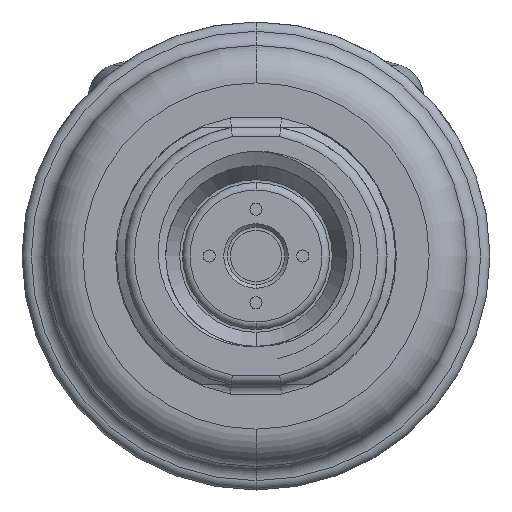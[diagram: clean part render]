
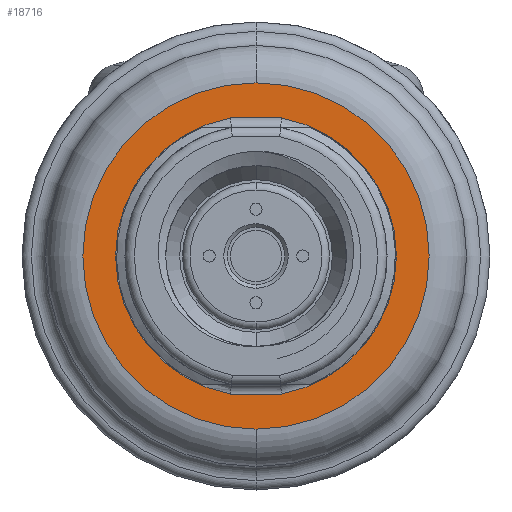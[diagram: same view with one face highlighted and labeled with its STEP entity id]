
A CAD part, front view. The second image highlights one B-rep face of the part: STEP entity #18716.
In plain terms, the highlighted planar face has unit normal (0, -1, 0).
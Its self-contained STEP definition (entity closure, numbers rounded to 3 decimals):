
#3907=CARTESIAN_POINT('',(0.,-3.,0.));
#3908=DIRECTION('',(0.,-1.,0.));
#3909=DIRECTION('',(0.,0.,-1.));
#3910=AXIS2_PLACEMENT_3D('',#3907,#3908,#3909);
#3912=CARTESIAN_POINT('',(0.,-3.,0.));
#3913=DIRECTION('',(0.,-1.,0.));
#3914=DIRECTION('',(0.,0.,1.));
#3915=AXIS2_PLACEMENT_3D('',#3912,#3913,#3914);
#3917=CARTESIAN_POINT('',(0.,-3.,0.));
#3918=DIRECTION('',(0.,-1.,0.));
#3919=DIRECTION('',(-0.182,0.,0.983));
#3920=AXIS2_PLACEMENT_3D('',#3917,#3918,#3919);
#3922=DIRECTION('',(1.,0.,0.));
#3923=VECTOR('',#3922,5.454);
#3924=CARTESIAN_POINT('',(-2.727,-3.,-14.75));
#3925=LINE('',#3924,#3923);
#3926=CARTESIAN_POINT('',(0.,-3.,0.));
#3927=DIRECTION('',(0.,-1.,0.));
#3928=DIRECTION('',(0.182,0.,-0.983));
#3929=AXIS2_PLACEMENT_3D('',#3926,#3927,#3928);
#3931=DIRECTION('',(-1.,0.,0.));
#3932=VECTOR('',#3931,5.454);
#3933=CARTESIAN_POINT('',(2.727,-3.,14.75));
#3934=LINE('',#3933,#3932);
#15290=CARTESIAN_POINT('',(-2.727,-3.,14.75));
#15291=CARTESIAN_POINT('',(-2.727,-3.,-14.75));
#15292=VERTEX_POINT('',#15290);
#15293=VERTEX_POINT('',#15291);
#15298=CARTESIAN_POINT('',(2.727,-3.,-14.75));
#15299=CARTESIAN_POINT('',(2.727,-3.,14.75));
#15300=VERTEX_POINT('',#15298);
#15301=VERTEX_POINT('',#15299);
#15550=CARTESIAN_POINT('',(0.,-3.,-18.5));
#15551=CARTESIAN_POINT('',(0.,-3.,18.5));
#15552=VERTEX_POINT('',#15550);
#15553=VERTEX_POINT('',#15551);
#18696=CARTESIAN_POINT('',(0.,-3.,0.));
#18697=DIRECTION('',(0.,-1.,0.));
#18698=DIRECTION('',(0.,0.,1.));
#18699=AXIS2_PLACEMENT_3D('',#18696,#18697,#18698);
#18700=PLANE('',#18699);
#18702=ORIENTED_EDGE('',*,*,#18701,.F.);
#18704=ORIENTED_EDGE('',*,*,#18703,.F.);
#18705=EDGE_LOOP('',(#18702,#18704));
#18706=FACE_OUTER_BOUND('',#18705,.F.);
#18707=ORIENTED_EDGE('',*,*,#18686,.T.);
#18709=ORIENTED_EDGE('',*,*,#18708,.T.);
#18711=ORIENTED_EDGE('',*,*,#18710,.T.);
#18713=ORIENTED_EDGE('',*,*,#18712,.T.);
#18714=EDGE_LOOP('',(#18707,#18709,#18711,#18713));
#18715=FACE_BOUND('',#18714,.F.);
#18716=ADVANCED_FACE('',(#18706,#18715),#18700,.T.);
#3911=CIRCLE('',#3910,18.5);
#3916=CIRCLE('',#3915,18.5);
#3921=CIRCLE('',#3920,15.);
#3930=CIRCLE('',#3929,15.);
#18686=EDGE_CURVE('',#15292,#15293,#3921,.T.);
#18701=EDGE_CURVE('',#15552,#15553,#3911,.T.);
#18703=EDGE_CURVE('',#15553,#15552,#3916,.T.);
#18708=EDGE_CURVE('',#15293,#15300,#3925,.T.);
#18710=EDGE_CURVE('',#15300,#15301,#3930,.T.);
#18712=EDGE_CURVE('',#15301,#15292,#3934,.T.);
